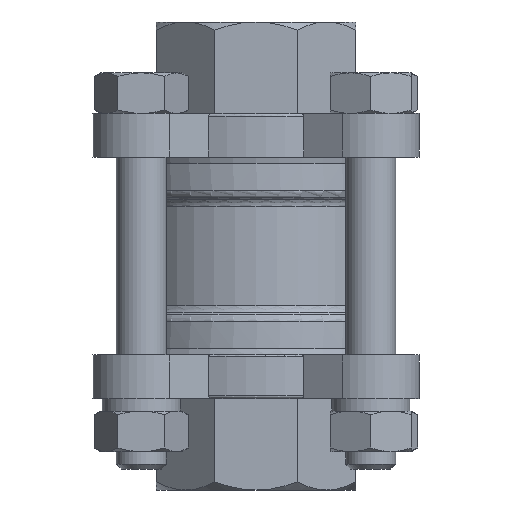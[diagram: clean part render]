
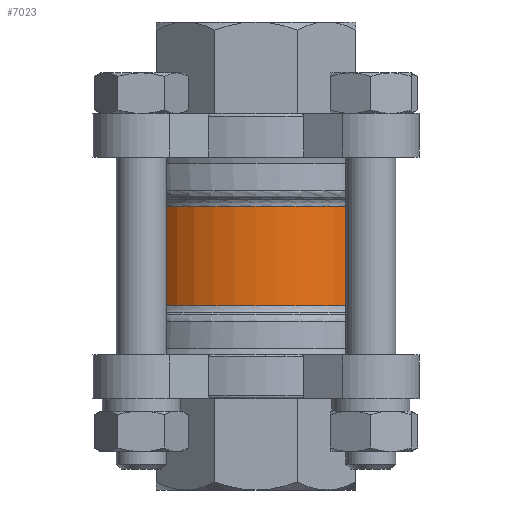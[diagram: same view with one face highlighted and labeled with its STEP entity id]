
A CAD part, front view. The second image highlights one B-rep face of the part: STEP entity #7023.
In plain terms, the highlighted cylindrical face has radius 20.25 mm (diameter 40.5 mm), a partial arc.
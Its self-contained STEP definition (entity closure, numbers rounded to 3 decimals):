
#123=LINE('',#11150,#504);
#124=LINE('',#11154,#505);
#504=VECTOR('',#8621,1000.);
#505=VECTOR('',#8624,1000.);
#831=CYLINDRICAL_SURFACE('',#7584,20.25);
#1209=CIRCLE('',#7580,20.25);
#1211=CIRCLE('',#7585,20.25);
#1806=ORIENTED_EDGE('',*,*,#3909,.T.);
#1807=ORIENTED_EDGE('',*,*,#3916,.T.);
#1808=ORIENTED_EDGE('',*,*,#3917,.F.);
#1809=ORIENTED_EDGE('',*,*,#3918,.F.);
#3909=EDGE_CURVE('',#4941,#4940,#1209,.T.);
#3916=EDGE_CURVE('',#4940,#4946,#123,.T.);
#3917=EDGE_CURVE('',#4947,#4946,#1211,.T.);
#3918=EDGE_CURVE('',#4941,#4947,#124,.T.);
#4940=VERTEX_POINT('',#11119);
#4941=VERTEX_POINT('',#11121);
#4946=VERTEX_POINT('',#11151);
#4947=VERTEX_POINT('',#11153);
#5849=EDGE_LOOP('',(#1806,#1807,#1808,#1809));
#6386=FACE_BOUND('',#5849,.T.);
#7023=ADVANCED_FACE('',(#6386),#831,.T.);
#7580=AXIS2_PLACEMENT_3D('',#11120,#8611,#8612);
#7584=AXIS2_PLACEMENT_3D('',#11149,#8619,#8620);
#7585=AXIS2_PLACEMENT_3D('',#11152,#8622,#8623);
#8611=DIRECTION('',(0.,0.,-1.));
#8612=DIRECTION('',(-1.,0.,0.));
#8619=DIRECTION('',(0.,0.,-1.));
#8620=DIRECTION('',(-1.,0.,0.));
#8621=DIRECTION('',(0.,0.,-1.));
#8622=DIRECTION('',(0.,0.,-1.));
#8623=DIRECTION('',(-1.,0.,0.));
#8624=DIRECTION('',(0.,0.,-1.));
#11119=CARTESIAN_POINT('',(-18.788,-7.556,7.979));
#11120=CARTESIAN_POINT('',(0.,0.,7.979));
#11121=CARTESIAN_POINT('',(18.788,-7.556,7.979));
#11149=CARTESIAN_POINT('',(0.,0.,-22.85));
#11150=CARTESIAN_POINT('',(-18.788,-7.556,14.85));
#11151=CARTESIAN_POINT('',(-18.788,-7.556,-7.979));
#11152=CARTESIAN_POINT('',(0.,0.,-7.979));
#11153=CARTESIAN_POINT('',(18.788,-7.556,-7.979));
#11154=CARTESIAN_POINT('',(18.788,-7.556,14.85));
